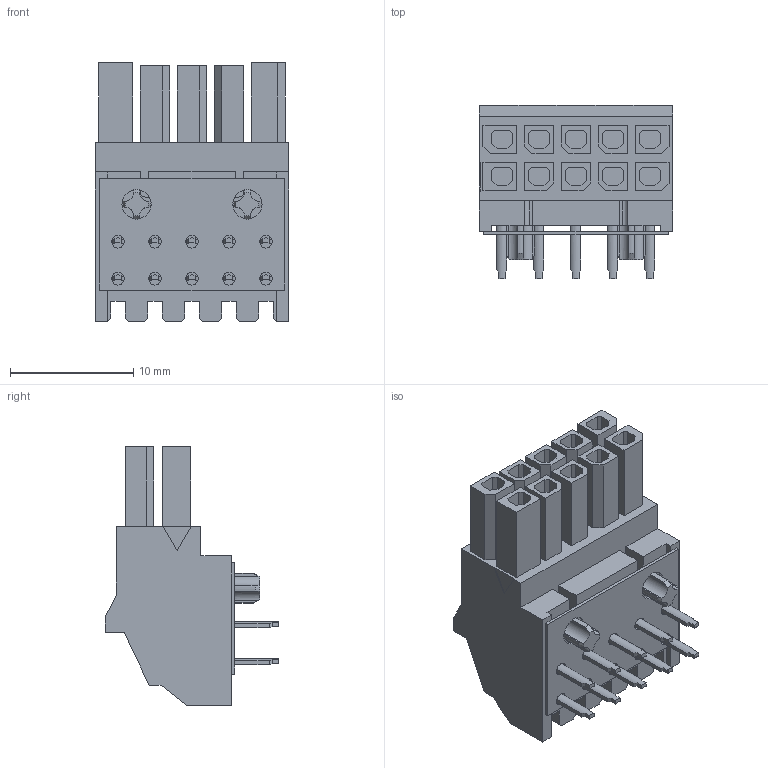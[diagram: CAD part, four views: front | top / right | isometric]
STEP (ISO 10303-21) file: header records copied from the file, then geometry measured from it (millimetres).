
FILE_DESCRIPTION((''),'2;1');
FILE_NAME('447641001','2008-01-28T',('pnb'),(''),'PRO/ENGINEER BY PARAMETRIC TECHNOLOGY CORPORATION, 2003451','PRO/ENGINEER BY PARAMETRIC TECHNOLOGY CORPORATION, 2003451','');
FILE_SCHEMA(('CONFIG_CONTROL_DESIGN'));
Length unit declared in the file: inch
Products named in the file (1): 447641001
Bounding box: 15.7 x 14.05 x 20.98 mm (x, y, z)
Volume: 1900.1 mm3; surface area: 2463.1 mm2
Topology: 1 solids, 1 shells, 476 faces, 1351 edges, 916 vertices
Faces by surface type: plane 397, cylinder 71, cone 8
Entity records: 15369 total; most frequent: CARTESIAN_POINT 2960, ORIENTED_EDGE 2620, DIRECTION 2381, EDGE_CURVE 1310, VECTOR 1105, LINE 1105, VERTEX_POINT 858, AXIS2_PLACEMENT_3D 638
